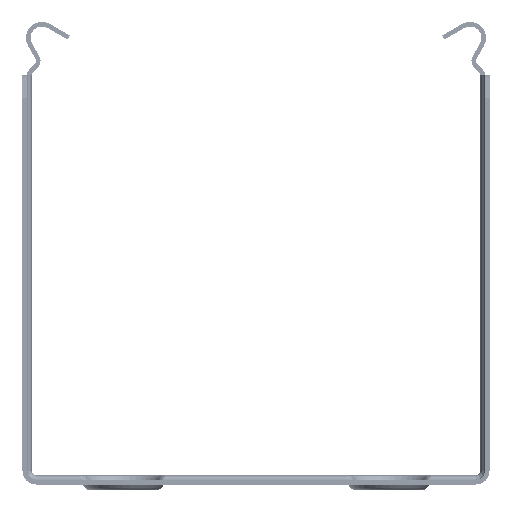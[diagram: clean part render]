
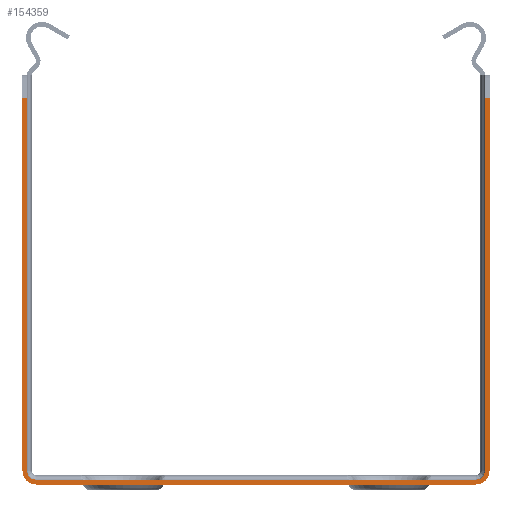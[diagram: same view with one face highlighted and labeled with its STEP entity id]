
A CAD part, front view. The second image highlights one B-rep face of the part: STEP entity #154359.
In plain terms, the highlighted planar face has unit normal (0, -1, 0).
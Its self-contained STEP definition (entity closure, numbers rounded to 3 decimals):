
#14178=CIRCLE('',#172097,2.);
#14179=CIRCLE('',#172100,3.);
#14180=CIRCLE('',#172103,2.);
#14181=CIRCLE('',#172107,3.);
#24798=FACE_OUTER_BOUND('',#35415,.T.);
#35415=EDGE_LOOP('',(#141989,#141990,#141991,#141992,#141993,#141994,#141995,
#141996,#141997,#141998,#141999,#142000));
#44430=LINE('',#253515,#57507);
#48327=LINE('',#265964,#61404);
#48329=LINE('',#265969,#61406);
#48414=LINE('',#266225,#61491);
#48417=LINE('',#266231,#61494);
#48486=LINE('',#266487,#61563);
#48489=LINE('',#266495,#61566);
#48492=LINE('',#266502,#61569);
#57507=VECTOR('',#207347,10.);
#61404=VECTOR('',#220068,10.);
#61406=VECTOR('',#220072,10.);
#61491=VECTOR('',#220329,10.);
#61494=VECTOR('',#220334,10.);
#61563=VECTOR('',#220619,10.);
#61566=VECTOR('',#220628,10.);
#61569=VECTOR('',#220637,10.);
#71235=VERTEX_POINT('',#253512);
#71236=VERTEX_POINT('',#253514);
#75375=VERTEX_POINT('',#265960);
#75376=VERTEX_POINT('',#265962);
#75377=VERTEX_POINT('',#265966);
#75378=VERTEX_POINT('',#265968);
#75463=VERTEX_POINT('',#266224);
#75465=VERTEX_POINT('',#266230);
#75526=VERTEX_POINT('',#266485);
#75527=VERTEX_POINT('',#266489);
#75528=VERTEX_POINT('',#266493);
#75529=VERTEX_POINT('',#266497);
#91210=EDGE_CURVE('',#71236,#71235,#44430,.T.);
#97420=EDGE_CURVE('',#75375,#75376,#48327,.T.);
#97422=EDGE_CURVE('',#75378,#75377,#48329,.T.);
#97551=EDGE_CURVE('',#75463,#75378,#48414,.T.);
#97554=EDGE_CURVE('',#75465,#75375,#48417,.T.);
#97675=EDGE_CURVE('',#71235,#75463,#14178,.T.);
#97677=EDGE_CURVE('',#75377,#75526,#48486,.T.);
#97679=EDGE_CURVE('',#75526,#75527,#14179,.T.);
#97681=EDGE_CURVE('',#75527,#75528,#48489,.T.);
#97682=EDGE_CURVE('',#75529,#71236,#14180,.T.);
#97685=EDGE_CURVE('',#75376,#75529,#48492,.T.);
#97686=EDGE_CURVE('',#75528,#75465,#14181,.T.);
#141989=ORIENTED_EDGE('',*,*,#97422,.T.);
#141990=ORIENTED_EDGE('',*,*,#97677,.T.);
#141991=ORIENTED_EDGE('',*,*,#97679,.T.);
#141992=ORIENTED_EDGE('',*,*,#97681,.T.);
#141993=ORIENTED_EDGE('',*,*,#97686,.T.);
#141994=ORIENTED_EDGE('',*,*,#97554,.T.);
#141995=ORIENTED_EDGE('',*,*,#97420,.T.);
#141996=ORIENTED_EDGE('',*,*,#97685,.T.);
#141997=ORIENTED_EDGE('',*,*,#97682,.T.);
#141998=ORIENTED_EDGE('',*,*,#91210,.T.);
#141999=ORIENTED_EDGE('',*,*,#97675,.T.);
#142000=ORIENTED_EDGE('',*,*,#97551,.T.);
#145640=PLANE('',#172108);
#154359=ADVANCED_FACE('',(#24798),#145640,.T.);
#172097=AXIS2_PLACEMENT_3D('',#266483,#220614,#220615);
#172100=AXIS2_PLACEMENT_3D('',#266491,#220623,#220624);
#172103=AXIS2_PLACEMENT_3D('',#266498,#220631,#220632);
#172107=AXIS2_PLACEMENT_3D('',#266505,#220642,#220643);
#172108=AXIS2_PLACEMENT_3D('',#266506,#220644,#220645);
#207347=DIRECTION('',(-1.,0.,0.));
#220068=DIRECTION('',(-1.,0.,0.));
#220072=DIRECTION('',(-1.,0.,0.));
#220329=DIRECTION('',(0.,0.,1.));
#220334=DIRECTION('',(0.,0.,1.));
#220614=DIRECTION('center_axis',(0.,1.,0.));
#220615=DIRECTION('ref_axis',(1.,0.,0.));
#220619=DIRECTION('',(0.,0.,-1.));
#220623=DIRECTION('center_axis',(0.,-1.,0.));
#220624=DIRECTION('ref_axis',(-1.,0.,0.));
#220628=DIRECTION('',(1.,0.,0.));
#220631=DIRECTION('center_axis',(0.,1.,0.));
#220632=DIRECTION('ref_axis',(0.,0.,
1.));
#220637=DIRECTION('',(0.,0.,-1.));
#220642=DIRECTION('center_axis',(0.,-1.,0.));
#220643=DIRECTION('ref_axis',(0.,0.,
-1.));
#220644=DIRECTION('center_axis',(0.,-1.,0.));
#220645=DIRECTION('ref_axis',(0.,0.,-1.));
#253512=CARTESIAN_POINT('',(-48.,-50.,0.));
#253514=CARTESIAN_POINT('',(48.,-50.,0.));
#253515=CARTESIAN_POINT('',(48.,-50.,0.));
#265960=CARTESIAN_POINT('',(51.,-50.,83.387));
#265962=CARTESIAN_POINT('',(50.,-50.,83.387));
#265964=CARTESIAN_POINT('',(25.,-50.,83.387));
#265966=CARTESIAN_POINT('',(-51.,-50.,83.387));
#265968=CARTESIAN_POINT('',(-50.,-50.,83.387));
#265969=CARTESIAN_POINT('',(25.,-50.,83.387));
#266224=CARTESIAN_POINT('',(-50.,-50.,2.));
#266225=CARTESIAN_POINT('',(-50.,-50.,2.));
#266230=CARTESIAN_POINT('',(51.,-50.,2.));
#266231=CARTESIAN_POINT('',(51.,-50.,2.));
#266483=CARTESIAN_POINT('Origin',(-48.,-50.,2.));
#266485=CARTESIAN_POINT('',(-51.,-50.,2.));
#266487=CARTESIAN_POINT('',(-51.,-50.,88.387));
#266489=CARTESIAN_POINT('',(-48.,-50.,-1.));
#266491=CARTESIAN_POINT('Origin',(-48.,-50.,2.));
#266493=CARTESIAN_POINT('',(48.,-50.,-1.));
#266495=CARTESIAN_POINT('',(-48.,-50.,-1.));
#266497=CARTESIAN_POINT('',(50.,-50.,2.));
#266498=CARTESIAN_POINT('Origin',(48.,-50.,2.));
#266502=CARTESIAN_POINT('',(50.,-50.,88.387));
#266505=CARTESIAN_POINT('Origin',(48.,-50.,2.));
#266506=CARTESIAN_POINT('Origin',(0.,-50.,43.694));
